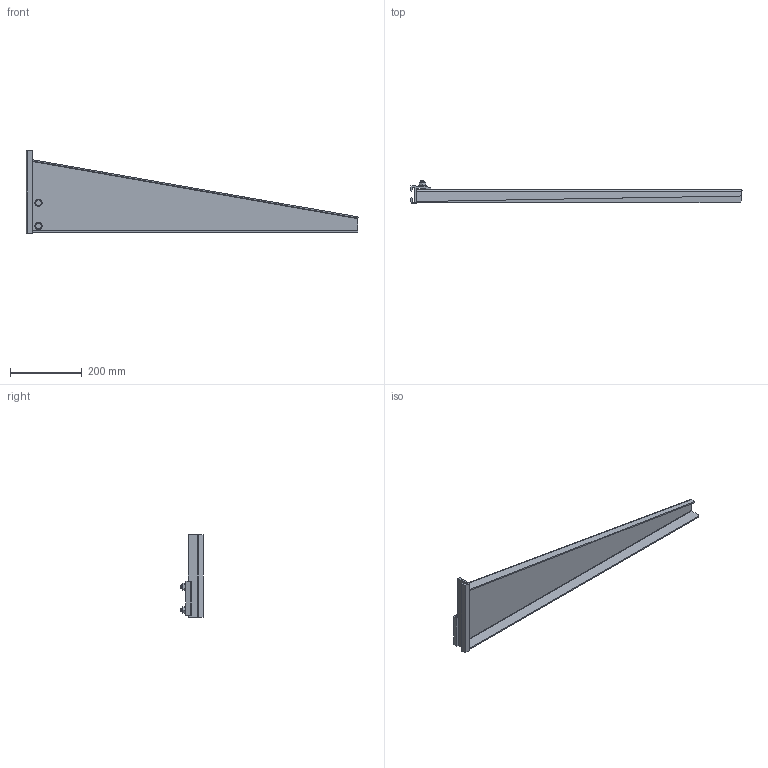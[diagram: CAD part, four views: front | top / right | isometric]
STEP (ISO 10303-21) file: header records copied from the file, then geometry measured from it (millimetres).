
FILE_DESCRIPTION((''),'2;1');
FILE_NAME('6419194_ASM','2013-04-29T',('AndreasKeweloh'),(''),'PRO/ENGINEER BY PARAMETRIC TECHNOLOGY CORPORATION, 2012360','PRO/ENGINEER BY PARAMETRIC TECHNOLOGY CORPORATION, 2012360','');
FILE_SCHEMA(('CONFIG_CONTROL_DESIGN'));
Length unit declared in the file: millimetre
Products named in the file (7): 6419194_022; 6419194TEIL1; 6419194_S; 6419194_04; 6419194_NUT_ISO; 6419194_M10_X_30; 6419194_ASM
Assembly tree (11 placements, depth 2):
  6419194_ASM
    6419194_022
    6419194TEIL1
    6419194_S  x4
    6419194_04
    6419194_NUT_ISO  x2
    6419194_M10_X_30  x2
Bounding box: 927.74 x 61.5 x 230 mm (x, y, z)
Volume: 668437 mm3; surface area: 378316.4 mm2
Topology: 11 solids, 11 shells, 187 faces, 409 edges, 246 vertices
Faces by surface type: plane 94, cone 48, cylinder 40, torus 4, bspline 1
Entity records: 3485 total; most frequent: CARTESIAN_POINT 808, DIRECTION 537, ORIENTED_EDGE 506, EDGE_CURVE 253, AXIS2_PLACEMENT_3D 195, VERTEX_POINT 154, VECTOR 147, LINE 147
